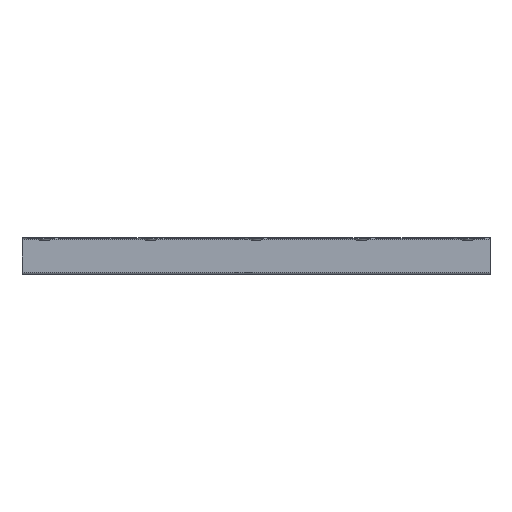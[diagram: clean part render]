
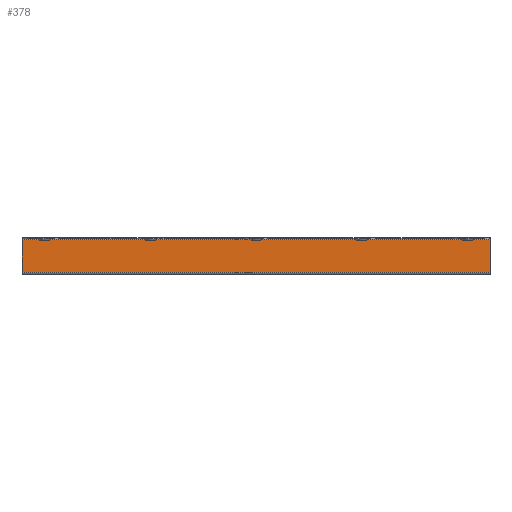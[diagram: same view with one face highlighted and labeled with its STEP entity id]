
A CAD part, left-side view. The second image highlights one B-rep face of the part: STEP entity #378.
In plain terms, the highlighted planar face has unit normal (-1, 0, 0).
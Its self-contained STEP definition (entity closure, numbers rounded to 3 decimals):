
#351=AXIS2_PLACEMENT_3D('Plane Axis2P3D',#348,#349,#350) ;
#259=CARTESIAN_POINT('Vertex',(295.3,290.,2.45)) ;
#314=CARTESIAN_POINT('Vertex',(295.3,-290.,2.45)) ;
#335=CARTESIAN_POINT('Line Origine',(295.3,0.,2.45)) ;
#348=CARTESIAN_POINT('Axis2P3D Location',(295.3,0.,1.25)) ;
#353=CARTESIAN_POINT('Line Origine',(295.3,-290.,22.875)) ;
#357=CARTESIAN_POINT('Vertex',(295.3,-290.,43.3)) ;
#360=CARTESIAN_POINT('Line Origine',(295.3,0.,43.3)) ;
#364=CARTESIAN_POINT('Vertex',(295.3,290.,43.3)) ;
#367=CARTESIAN_POINT('Line Origine',(295.3,290.,22.875)) ;
#336=DIRECTION('Vector Direction',(0.,1.,0.)) ;
#349=DIRECTION('Axis2P3D Direction',(-1.,0.,0.)) ;
#350=DIRECTION('Axis2P3D XDirection',(0.,-1.,0.)) ;
#354=DIRECTION('Vector Direction',(0.,0.,-1.)) ;
#361=DIRECTION('Vector Direction',(0.,-1.,0.)) ;
#368=DIRECTION('Vector Direction',(0.,0.,-1.)) ;
#337=VECTOR('Line Direction',#336,1.) ;
#355=VECTOR('Line Direction',#354,1.) ;
#362=VECTOR('Line Direction',#361,1.) ;
#369=VECTOR('Line Direction',#368,1.) ;
#373=ORIENTED_EDGE('',*,*,#339,.T.) ;
#374=ORIENTED_EDGE('',*,*,#359,.F.) ;
#375=ORIENTED_EDGE('',*,*,#366,.F.) ;
#376=ORIENTED_EDGE('',*,*,#371,.T.) ;
#378=ADVANCED_FACE('Hauptk\X2\00F6\X0\rper',(#377),#352,.T.) ;
#339=EDGE_CURVE('',#260,#315,#338,.F.) ;
#359=EDGE_CURVE('',#358,#315,#356,.T.) ;
#366=EDGE_CURVE('',#365,#358,#363,.T.) ;
#371=EDGE_CURVE('',#365,#260,#370,.T.) ;
#372=EDGE_LOOP('',(#373,#374,#375,#376)) ;
#377=FACE_OUTER_BOUND('',#372,.T.) ;
#338=LINE('Line',#335,#337) ;
#356=LINE('Line',#353,#355) ;
#363=LINE('Line',#360,#362) ;
#370=LINE('Line',#367,#369) ;
#352=PLANE('',#351) ;
#260=VERTEX_POINT('',#259) ;
#315=VERTEX_POINT('',#314) ;
#358=VERTEX_POINT('',#357) ;
#365=VERTEX_POINT('',#364) ;
